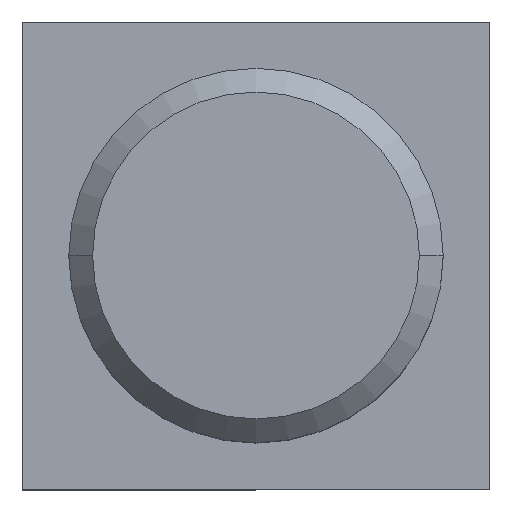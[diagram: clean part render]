
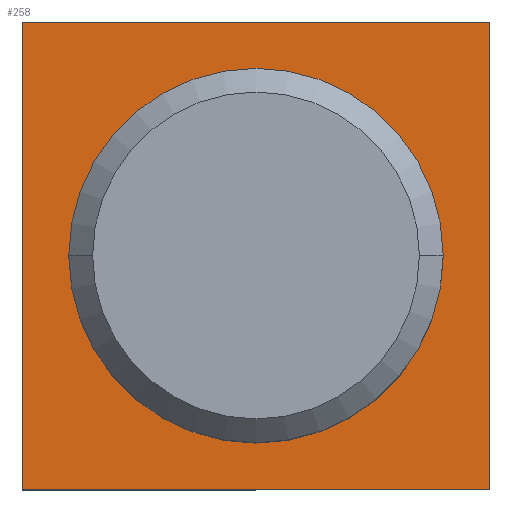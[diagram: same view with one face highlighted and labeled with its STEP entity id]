
A CAD part, top view. The second image highlights one B-rep face of the part: STEP entity #258.
In plain terms, the highlighted planar face has unit normal (0, 0, 1).
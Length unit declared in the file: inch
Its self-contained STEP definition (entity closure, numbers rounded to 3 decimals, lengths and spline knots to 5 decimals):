
#11 = DIRECTION ( 'NONE',  ( 1., 0., 0. ) ) ;
#14 = CARTESIAN_POINT ( 'NONE',  ( -1.9685, -1.9685, 0.2 ) ) ;
#17 = DIRECTION ( 'NONE',  ( 0., 0., -1. ) ) ;
#33 = ORIENTED_EDGE ( 'NONE', *, *, #115, .T. ) ;
#48 = DIRECTION ( 'NONE',  ( 0., 0., -1. ) ) ;
#50 = CARTESIAN_POINT ( 'NONE',  ( -1.5748, 0., 0.2 ) ) ;
#58 = VERTEX_POINT ( 'NONE', #127 ) ;
#66 = ORIENTED_EDGE ( 'NONE', *, *, #345, .T. ) ;
#73 = DIRECTION ( 'NONE',  ( 1., 0., 0. ) ) ;
#76 = CARTESIAN_POINT ( 'NONE',  ( 1.5748, 0., 0.2 ) ) ;
#81 = AXIS2_PLACEMENT_3D ( 'NONE', #105, #17, #281 ) ;
#86 = CIRCLE ( 'NONE', #81, 1.5748 ) ;
#87 = EDGE_CURVE ( 'NONE', #58, #260, #325, .T. ) ;
#98 = CARTESIAN_POINT ( 'NONE',  ( 0., 0., 0.2 ) ) ;
#105 = CARTESIAN_POINT ( 'NONE',  ( 0., 0., 0.2 ) ) ;
#106 = PLANE ( 'NONE',  #242 ) ;
#107 = CARTESIAN_POINT ( 'NONE',  ( 1.9685, -1.9685, 0.2 ) ) ;
#112 = EDGE_CURVE ( 'NONE', #344, #193, #126, .T. ) ;
#115 = EDGE_CURVE ( 'NONE', #260, #344, #334, .T. ) ;
#124 = DIRECTION ( 'NONE',  ( 0., 1., 0. ) ) ;
#126 = LINE ( 'NONE', #238, #352 ) ;
#127 = CARTESIAN_POINT ( 'NONE',  ( -1.9685, 1.9685, 0.2 ) ) ;
#135 = DIRECTION ( 'NONE',  ( -1., 0., 0. ) ) ;
#144 = ORIENTED_EDGE ( 'NONE', *, *, #112, .T. ) ;
#155 = FACE_OUTER_BOUND ( 'NONE', #302, .T. ) ;
#159 = CARTESIAN_POINT ( 'NONE',  ( 1.9685, 1.9685, 0.2 ) ) ;
#165 = DIRECTION ( 'NONE',  ( 0., 0., 1. ) ) ;
#171 = ORIENTED_EDGE ( 'NONE', *, *, #319, .T. ) ;
#172 = VECTOR ( 'NONE', #11, 39.37008 ) ;
#180 = FACE_BOUND ( 'NONE', #216, .T. ) ;
#181 = CARTESIAN_POINT ( 'NONE',  ( 1.9685, -1.9685, 0.2 ) ) ;
#187 = DIRECTION ( 'NONE',  ( 0., -1., 0. ) ) ;
#193 = VERTEX_POINT ( 'NONE', #159 ) ;
#199 = ORIENTED_EDGE ( 'NONE', *, *, #87, .T. ) ;
#216 = EDGE_LOOP ( 'NONE', ( #229, #66 ) ) ;
#224 = VERTEX_POINT ( 'NONE', #50 ) ;
#226 = CARTESIAN_POINT ( 'NONE',  ( 0., 0., 0.2 ) ) ;
#227 = AXIS2_PLACEMENT_3D ( 'NONE', #98, #48, #73 ) ;
#229 = ORIENTED_EDGE ( 'NONE', *, *, #272, .T. ) ;
#230 = CIRCLE ( 'NONE', #227, 1.5748 ) ;
#235 = VECTOR ( 'NONE', #187, 39.37008 ) ;
#238 = CARTESIAN_POINT ( 'NONE',  ( 1.9685, -1.9685, 0.2 ) ) ;
#242 = AXIS2_PLACEMENT_3D ( 'NONE', #226, #165, #252 ) ;
#252 = DIRECTION ( 'NONE',  ( 1., 0., 0. ) ) ;
#258 = ADVANCED_FACE ( 'NONE', ( #180, #155 ), #106, .T. ) ;
#260 = VERTEX_POINT ( 'NONE', #282 ) ;
#272 = EDGE_CURVE ( 'NONE', #224, #291, #230, .T. ) ;
#281 = DIRECTION ( 'NONE',  ( 1., 0., 0. ) ) ;
#282 = CARTESIAN_POINT ( 'NONE',  ( -1.9685, -1.9685, 0.2 ) ) ;
#291 = VERTEX_POINT ( 'NONE', #76 ) ;
#302 = EDGE_LOOP ( 'NONE', ( #199, #33, #144, #171 ) ) ;
#307 = LINE ( 'NONE', #367, #326 ) ;
#319 = EDGE_CURVE ( 'NONE', #193, #58, #307, .T. ) ;
#325 = LINE ( 'NONE', #14, #235 ) ;
#326 = VECTOR ( 'NONE', #135, 39.37008 ) ;
#334 = LINE ( 'NONE', #181, #172 ) ;
#344 = VERTEX_POINT ( 'NONE', #107 ) ;
#345 = EDGE_CURVE ( 'NONE', #291, #224, #86, .T. ) ;
#352 = VECTOR ( 'NONE', #124, 39.37008 ) ;
#367 = CARTESIAN_POINT ( 'NONE',  ( 1.9685, 1.9685, 0.2 ) ) ;
